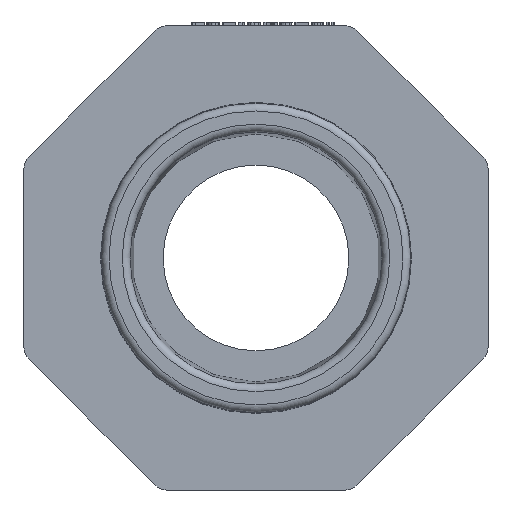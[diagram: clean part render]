
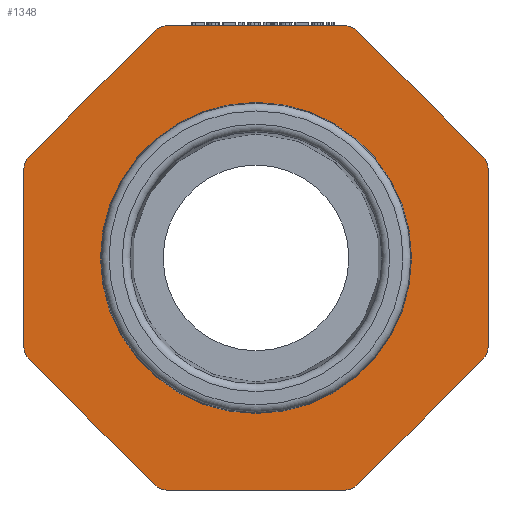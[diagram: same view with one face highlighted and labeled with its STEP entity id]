
A CAD part, front view. The second image highlights one B-rep face of the part: STEP entity #1348.
In plain terms, the highlighted planar face has unit normal (0, -1, 0).
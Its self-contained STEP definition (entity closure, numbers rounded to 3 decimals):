
#952=PLANE('',#4087);
#1029=LINE('',#4699,#1126);
#1030=LINE('',#4704,#1127);
#1031=LINE('',#4708,#1128);
#1032=LINE('',#4712,#1129);
#1033=LINE('',#4716,#1130);
#1034=LINE('',#4720,#1131);
#1035=LINE('',#4724,#1132);
#1036=LINE('',#4728,#1133);
#1126=VECTOR('',#4216,1.);
#1127=VECTOR('',#4219,1.);
#1128=VECTOR('',#4222,1.);
#1129=VECTOR('',#4225,1.);
#1130=VECTOR('',#4228,1.);
#1131=VECTOR('',#4231,1.);
#1132=VECTOR('',#4234,1.);
#1133=VECTOR('',#4237,1.);
#1348=ADVANCED_FACE('',(#1584,#1585),#952,.F.);
#1584=FACE_BOUND('',#1637,.T.);
#1585=FACE_BOUND('',#1638,.T.);
#1637=EDGE_LOOP('',(#1891));
#1638=EDGE_LOOP('',(#1892,#1893,#1894,#1895,#1896,#1897,#1898,#1899,#1900,
#1901,#1902,#1903,#1904,#1905,#1906,#1907));
#1891=ORIENTED_EDGE('',*,*,#3456,.F.);
#1892=ORIENTED_EDGE('',*,*,#3457,.T.);
#1893=ORIENTED_EDGE('',*,*,#3458,.T.);
#1894=ORIENTED_EDGE('',*,*,#3459,.T.);
#1895=ORIENTED_EDGE('',*,*,#3460,.T.);
#1896=ORIENTED_EDGE('',*,*,#3461,.T.);
#1897=ORIENTED_EDGE('',*,*,#3462,.T.);
#1898=ORIENTED_EDGE('',*,*,#3463,.T.);
#1899=ORIENTED_EDGE('',*,*,#3464,.T.);
#1900=ORIENTED_EDGE('',*,*,#3465,.T.);
#1901=ORIENTED_EDGE('',*,*,#3466,.T.);
#1902=ORIENTED_EDGE('',*,*,#3467,.T.);
#1903=ORIENTED_EDGE('',*,*,#3468,.T.);
#1904=ORIENTED_EDGE('',*,*,#3469,.T.);
#1905=ORIENTED_EDGE('',*,*,#3470,.T.);
#1906=ORIENTED_EDGE('',*,*,#3471,.T.);
#1907=ORIENTED_EDGE('',*,*,#3472,.T.);
#3061=VERTEX_POINT('',#4698);
#3062=VERTEX_POINT('',#4700);
#3063=VERTEX_POINT('',#4701);
#3064=VERTEX_POINT('',#4703);
#3065=VERTEX_POINT('',#4705);
#3066=VERTEX_POINT('',#4707);
#3067=VERTEX_POINT('',#4709);
#3068=VERTEX_POINT('',#4711);
#3069=VERTEX_POINT('',#4713);
#3070=VERTEX_POINT('',#4715);
#3071=VERTEX_POINT('',#4717);
#3072=VERTEX_POINT('',#4719);
#3073=VERTEX_POINT('',#4721);
#3074=VERTEX_POINT('',#4723);
#3075=VERTEX_POINT('',#4725);
#3076=VERTEX_POINT('',#4727);
#3077=VERTEX_POINT('',#4729);
#3456=EDGE_CURVE('',#3061,#3061,#4041,.T.);
#3457=EDGE_CURVE('',#3062,#3063,#1029,.T.);
#3458=EDGE_CURVE('',#3063,#3064,#4042,.T.);
#3459=EDGE_CURVE('',#3064,#3065,#1030,.T.);
#3460=EDGE_CURVE('',#3065,#3066,#4043,.T.);
#3461=EDGE_CURVE('',#3066,#3067,#1031,.T.);
#3462=EDGE_CURVE('',#3067,#3068,#4044,.T.);
#3463=EDGE_CURVE('',#3068,#3069,#1032,.T.);
#3464=EDGE_CURVE('',#3069,#3070,#4045,.T.);
#3465=EDGE_CURVE('',#3070,#3071,#1033,.T.);
#3466=EDGE_CURVE('',#3071,#3072,#4046,.T.);
#3467=EDGE_CURVE('',#3072,#3073,#1034,.T.);
#3468=EDGE_CURVE('',#3073,#3074,#4047,.T.);
#3469=EDGE_CURVE('',#3074,#3075,#1035,.T.);
#3470=EDGE_CURVE('',#3075,#3076,#4048,.T.);
#3471=EDGE_CURVE('',#3076,#3077,#1036,.T.);
#3472=EDGE_CURVE('',#3077,#3062,#4049,.T.);
#4041=CIRCLE('',#4078,10.05);
#4042=CIRCLE('',#4079,1.);
#4043=CIRCLE('',#4080,1.);
#4044=CIRCLE('',#4081,1.);
#4045=CIRCLE('',#4082,1.);
#4046=CIRCLE('',#4083,1.);
#4047=CIRCLE('',#4084,1.);
#4048=CIRCLE('',#4085,1.);
#4049=CIRCLE('',#4086,1.);
#4078=AXIS2_PLACEMENT_3D('',#4697,#4214,#4215);
#4079=AXIS2_PLACEMENT_3D('',#4702,#4217,#4218);
#4080=AXIS2_PLACEMENT_3D('',#4706,#4220,#4221);
#4081=AXIS2_PLACEMENT_3D('',#4710,#4223,#4224);
#4082=AXIS2_PLACEMENT_3D('',#4714,#4226,#4227);
#4083=AXIS2_PLACEMENT_3D('',#4718,#4229,#4230);
#4084=AXIS2_PLACEMENT_3D('',#4722,#4232,#4233);
#4085=AXIS2_PLACEMENT_3D('',#4726,#4235,#4236);
#4086=AXIS2_PLACEMENT_3D('',#4730,#4238,#4239);
#4087=AXIS2_PLACEMENT_3D('',#4731,#4240,#4241);
#4214=DIRECTION('',(0.,-1.,0.));
#4215=DIRECTION('',(0.,0.,-1.));
#4216=DIRECTION('',(0.707,0.,0.707));
#4217=DIRECTION('',(0.,-1.,0.));
#4218=DIRECTION('',(0.,0.,1.));
#4219=DIRECTION('',(0.,0.,1.));
#4220=DIRECTION('',(0.,-1.,0.));
#4221=DIRECTION('',(0.,0.,1.));
#4222=DIRECTION('',(-0.707,0.,0.707));
#4223=DIRECTION('',(0.,-1.,0.));
#4224=DIRECTION('',(0.,0.,1.));
#4225=DIRECTION('',(-1.,0.,0.));
#4226=DIRECTION('',(0.,-1.,0.));
#4227=DIRECTION('',(0.,0.,1.));
#4228=DIRECTION('',(-0.707,0.,-0.707));
#4229=DIRECTION('',(0.,-1.,0.));
#4230=DIRECTION('',(0.,0.,1.));
#4231=DIRECTION('',(0.,0.,-1.));
#4232=DIRECTION('',(0.,-1.,0.));
#4233=DIRECTION('',(0.,0.,1.));
#4234=DIRECTION('',(0.707,0.,-0.707));
#4235=DIRECTION('',(0.,-1.,0.));
#4236=DIRECTION('',(0.,0.,1.));
#4237=DIRECTION('',(1.,0.,0.));
#4238=DIRECTION('',(0.,-1.,0.));
#4239=DIRECTION('',(0.,0.,1.));
#4240=DIRECTION('',(0.,1.,0.));
#4241=DIRECTION('',(0.,0.,1.));
#4697=CARTESIAN_POINT('',(39882.913,3687.183,0.));
#4698=CARTESIAN_POINT('',(39882.913,3687.183,-10.05));
#4699=CARTESIAN_POINT('',(39889.126,3687.183,-15.));
#4700=CARTESIAN_POINT('',(39889.419,3687.183,-14.707));
#4701=CARTESIAN_POINT('',(39897.62,3687.183,-6.506));
#4702=CARTESIAN_POINT('',(39896.913,3687.183,-5.799));
#4703=CARTESIAN_POINT('',(39897.913,3687.183,-5.799));
#4704=CARTESIAN_POINT('',(39897.913,3687.183,-6.213));
#4705=CARTESIAN_POINT('',(39897.913,3687.183,5.799));
#4706=CARTESIAN_POINT('',(39896.913,3687.183,5.799));
#4707=CARTESIAN_POINT('',(39897.62,3687.183,6.506));
#4708=CARTESIAN_POINT('',(39897.913,3687.183,6.213));
#4709=CARTESIAN_POINT('',(39889.419,3687.183,14.707));
#4710=CARTESIAN_POINT('',(39888.712,3687.183,14.));
#4711=CARTESIAN_POINT('',(39888.712,3687.183,15.));
#4712=CARTESIAN_POINT('',(39889.126,3687.183,15.));
#4713=CARTESIAN_POINT('',(39877.114,3687.183,15.));
#4714=CARTESIAN_POINT('',(39877.114,3687.183,14.));
#4715=CARTESIAN_POINT('',(39876.407,3687.183,14.707));
#4716=CARTESIAN_POINT('',(39876.7,3687.183,15.));
#4717=CARTESIAN_POINT('',(39868.206,3687.183,6.506));
#4718=CARTESIAN_POINT('',(39868.913,3687.183,5.799));
#4719=CARTESIAN_POINT('',(39867.913,3687.183,5.799));
#4720=CARTESIAN_POINT('',(39867.913,3687.183,6.213));
#4721=CARTESIAN_POINT('',(39867.913,3687.183,-5.799));
#4722=CARTESIAN_POINT('',(39868.913,3687.183,-5.799));
#4723=CARTESIAN_POINT('',(39868.206,3687.183,-6.506));
#4724=CARTESIAN_POINT('',(39867.913,3687.183,-6.213));
#4725=CARTESIAN_POINT('',(39876.407,3687.183,-14.707));
#4726=CARTESIAN_POINT('',(39877.114,3687.183,-14.));
#4727=CARTESIAN_POINT('',(39877.114,3687.183,-15.));
#4728=CARTESIAN_POINT('',(39876.7,3687.183,-15.));
#4729=CARTESIAN_POINT('',(39888.712,3687.183,-15.));
#4730=CARTESIAN_POINT('',(39888.712,3687.183,-14.));
#4731=CARTESIAN_POINT('',(39868.413,3687.183,0.));
